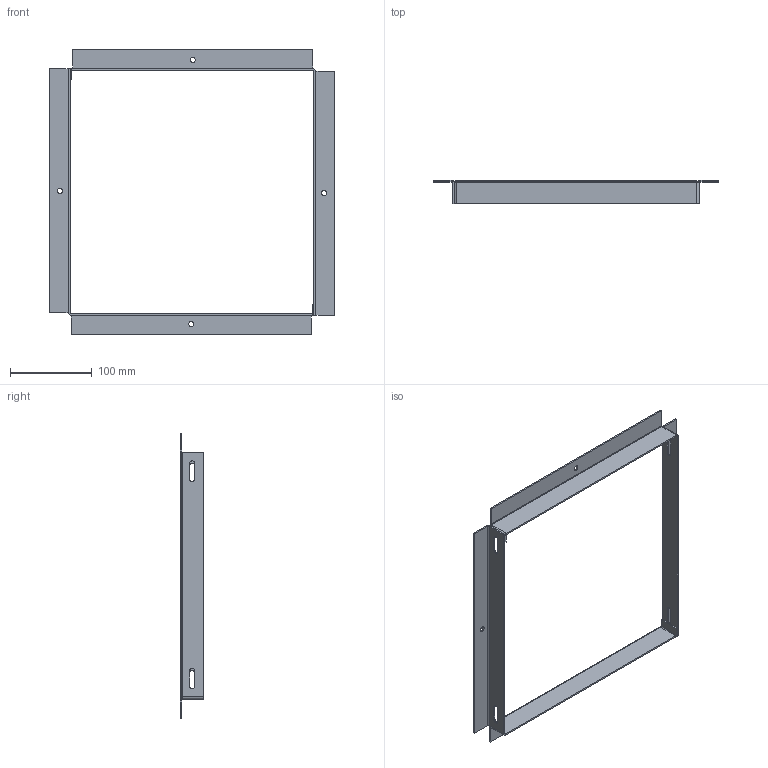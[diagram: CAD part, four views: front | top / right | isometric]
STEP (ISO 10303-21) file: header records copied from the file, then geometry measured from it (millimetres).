
FILE_DESCRIPTION (( 'STEP AP203' ), '1' );
FILE_NAME ('CWAD12.step', '2024-04-25T14:44:41', ( '' ), ( '' ), 'SwSTEP 2.0', 'SolidWorks 2023', '' );
FILE_SCHEMA (( 'CONFIG_CONTROL_DESIGN' ));
Length unit declared in the file: inch
Products named in the file (1): CWAD12
Bounding box: 349.4 x 28.57 x 349.4 mm (x, y, z)
Volume: 111776.2 mm3; surface area: 127838.2 mm2
Topology: 2 solids, 2 shells, 84 faces, 216 edges, 136 vertices
Faces by surface type: plane 48, cylinder 36
Entity records: 2649 total; most frequent: DIRECTION 458, CARTESIAN_POINT 437, ORIENTED_EDGE 432, EDGE_CURVE 216, AXIS2_PLACEMENT_3D 157, LINE 144, VECTOR 144, VERTEX_POINT 136
